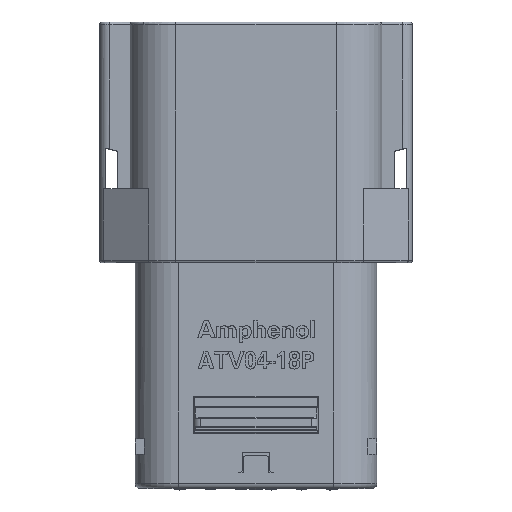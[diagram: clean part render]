
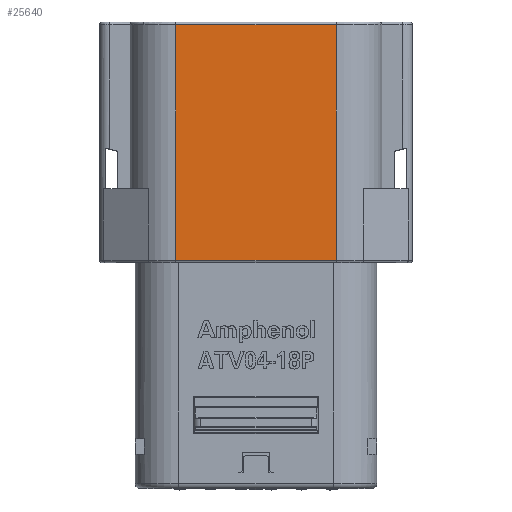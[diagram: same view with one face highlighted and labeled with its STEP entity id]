
A CAD part, top view. The second image highlights one B-rep face of the part: STEP entity #25640.
In plain terms, the highlighted planar face has unit normal (0, 0, 1).
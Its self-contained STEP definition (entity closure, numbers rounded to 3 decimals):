
#4452=DIRECTION('',(-1.,0.,0.));
#4453=VECTOR('',#4452,23.54);
#4454=CARTESIAN_POINT('',(11.77,33.4,15.7));
#4455=LINE('',#4454,#4453);
#4456=DIRECTION('',(0.,1.,0.));
#4457=VECTOR('',#4456,34.55);
#4458=CARTESIAN_POINT('',(-11.77,33.4,15.7));
#4459=LINE('',#4458,#4457);
#4460=DIRECTION('',(-1.,0.,0.));
#4461=VECTOR('',#4460,23.54);
#4462=CARTESIAN_POINT('',(11.77,67.95,15.7));
#4463=LINE('',#4462,#4461);
#4464=DIRECTION('',(0.,-1.,0.));
#4465=VECTOR('',#4464,34.55);
#4466=CARTESIAN_POINT('',(11.77,67.95,15.7));
#4467=LINE('',#4466,#4465);
#18671=CARTESIAN_POINT('',(-11.77,67.95,15.7));
#18672=VERTEX_POINT('',#18671);
#18673=CARTESIAN_POINT('',(11.77,67.95,15.7));
#18674=VERTEX_POINT('',#18673);
#19563=CARTESIAN_POINT('',(-11.77,33.4,15.7));
#19564=VERTEX_POINT('',#19563);
#19567=CARTESIAN_POINT('',(11.77,33.4,15.7));
#19568=VERTEX_POINT('',#19567);
#25628=CARTESIAN_POINT('',(-18.5,37.2,15.7));
#25629=DIRECTION('',(0.,0.,1.));
#25630=DIRECTION('',(1.,0.,0.));
#25631=AXIS2_PLACEMENT_3D('',#25628,#25629,#25630);
#25632=PLANE('',#25631);
#25633=ORIENTED_EDGE('',*,*,#21731,.T.);
#25634=ORIENTED_EDGE('',*,*,#25596,.T.);
#25635=ORIENTED_EDGE('',*,*,#25619,.F.);
#25637=ORIENTED_EDGE('',*,*,#25636,.T.);
#25638=EDGE_LOOP('',(#25633,#25634,#25635,#25637));
#25639=FACE_OUTER_BOUND('',#25638,.F.);
#25640=ADVANCED_FACE('',(#25639),#25632,.T.);
#21731=EDGE_CURVE('',#19568,#19564,#4455,.T.);
#25596=EDGE_CURVE('',#19564,#18672,#4459,.T.);
#25619=EDGE_CURVE('',#18674,#18672,#4463,.T.);
#25636=EDGE_CURVE('',#18674,#19568,#4467,.T.);
